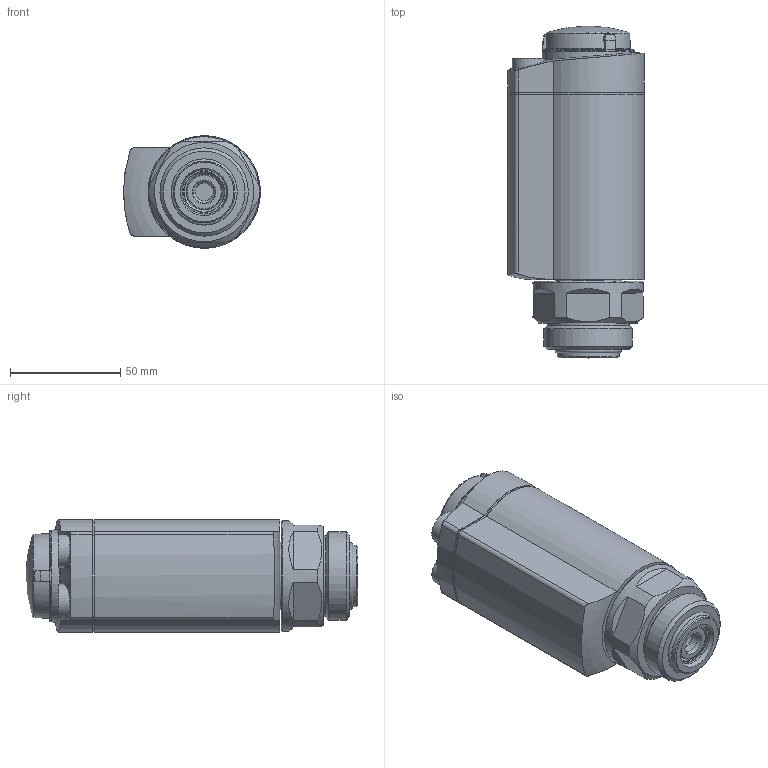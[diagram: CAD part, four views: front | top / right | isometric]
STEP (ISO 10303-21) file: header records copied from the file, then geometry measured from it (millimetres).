
FILE_DESCRIPTION(/* description */ ('STEP AP214'),/* implementation_level */ '2;1');
FILE_NAME(/* name */ '8083960_DFPK-46-17-PR-V4',/* time_stamp */ '2024-08-15T20:54:35+02:00',/* author */ ('License CC BY-ND 4.0'),/* organization */ ('CADENAS'),/* preprocessor_version */ 'ST-DEVELOPER v19.3',/* originating_system */ 'PARTsolutions',/* authorisation */ ' ');
FILE_SCHEMA (('AUTOMOTIVE_DESIGN {1 0 10303 214 3 1 1}'));
Length unit declared in the file: millimetre
Products named in the file (5): 8083960 DFPK-46-17-PR-V4---(0); 8083960 DFPK-46-17-PR-V4_housing---(0); 3539413 DFPK-46---(-_V4cap); 2284889 DFPK---(cover); 3465682 DFP_ec
Assembly tree (4 placements, depth 2):
  8083960 DFPK-46-17-PR-V4---(0)
    8083960 DFPK-46-17-PR-V4_housing---(0)
    3539413 DFPK-46---(-_V4cap)
    2284889 DFPK---(cover)
    3465682 DFP_ec
Bounding box: 62 x 150.3 x 51 mm (x, y, z)
Volume: 296401.4 mm3; surface area: 61243 mm2
Topology: 4 solids, 4 shells, 353 faces, 839 edges, 539 vertices
Faces by surface type: plane 144, cylinder 108, cone 54, torus 40, sphere 7
Full cylindrical faces by diameter (mm): 3 x2, 4 x2, 5.8 x2, 6 x2, 7 x2, 7.2 x2, 8.376 x1, 8.566 x2, 9.8 x1, 10 x2, 10.15 x2, 11 x1, 15 x2, 16 x3, 16.2 x1, 18.2 x1, 20 x1, 28 x1, 28.5 x1, 33.1 x1, 33.376 x1, 33.835 x1, 36 x1, 37 x2, 37.8 x1, 38 x1, 39.4 x2, 40 x1, 41.2 x1, 41.7 x1
Entity records: 11001 total; most frequent: CARTESIAN_POINT 2057, DIRECTION 1655, ORIENTED_EDGE 1378, AXIS2_PLACEMENT_3D 710, EDGE_CURVE 689, EDGE_LOOP 525, FACE_BOUND 525, VERTEX_POINT 510
